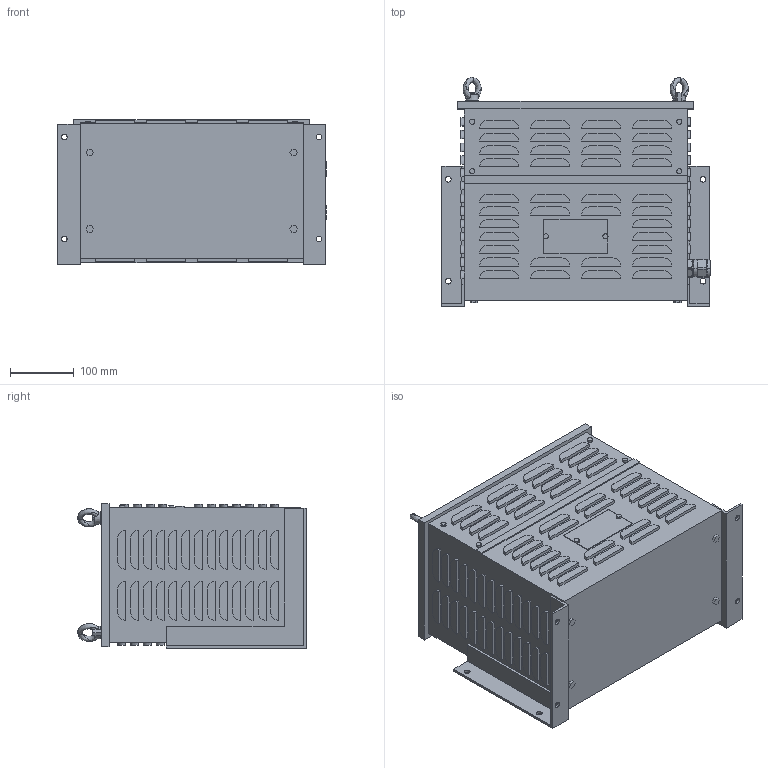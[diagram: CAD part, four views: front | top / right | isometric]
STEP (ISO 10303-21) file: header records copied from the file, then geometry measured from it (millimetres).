
FILE_DESCRIPTION (( 'STEP AP214' ), '1' );
FILE_NAME ('324728.STEP', '2020-12-17T13:41:23', ( '' ), ( '' ), 'SwSTEP 2.0', 'SolidWorks 2018', '' );
FILE_SCHEMA (( 'AUTOMOTIVE_DESIGN' ));
Length unit declared in the file: millimetre
Products named in the file (1): 324728
Bounding box: 421 x 359.5 x 227.5 mm (x, y, z)
Volume: 24008665.8 mm3; surface area: 714515.3 mm2
Topology: 5 solids, 5 shells, 1006 faces, 2450 edges, 1608 vertices
Faces by surface type: plane 594, cylinder 372, cone 24, torus 8, bspline 8
Entity records: 31236 total; most frequent: CARTESIAN_POINT 6729, DIRECTION 5232, ORIENTED_EDGE 4900, EDGE_CURVE 2450, AXIS2_PLACEMENT_3D 1827, VERTEX_POINT 1608, LINE 1578, VECTOR 1578
